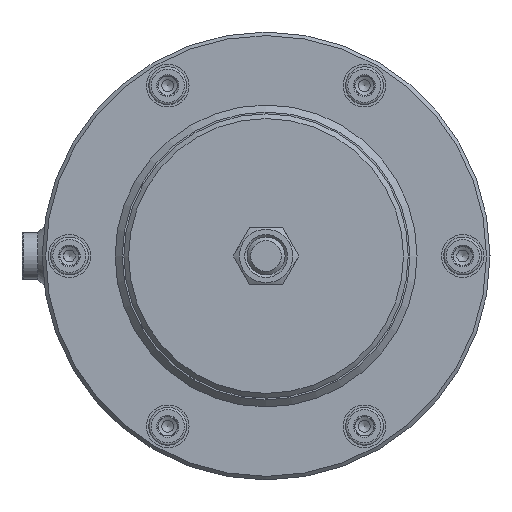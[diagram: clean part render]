
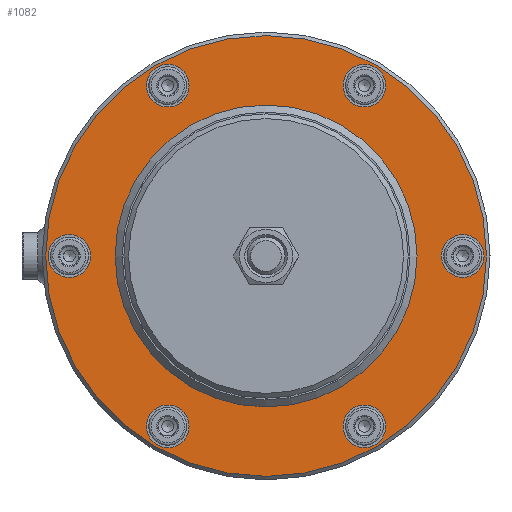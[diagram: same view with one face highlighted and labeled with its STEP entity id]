
A CAD part, left-side view. The second image highlights one B-rep face of the part: STEP entity #1082.
In plain terms, the highlighted planar face has unit normal (-1, 0, 0).
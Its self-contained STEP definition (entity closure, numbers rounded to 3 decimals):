
#1082 = ADVANCED_FACE( '', ( #2614, #2615, #2616, #2617, #2618, #2619, #2620, #2621 ), #2622, .T. );
#2614 = FACE_BOUND( '', #4690, .T. );
#2615 = FACE_OUTER_BOUND( '', #4691, .T. );
#2616 = FACE_BOUND( '', #4692, .T. );
#2617 = FACE_BOUND( '', #4693, .T. );
#2618 = FACE_BOUND( '', #4694, .T. );
#2619 = FACE_BOUND( '', #4695, .T. );
#2620 = FACE_BOUND( '', #4696, .T. );
#2621 = FACE_BOUND( '', #4697, .T. );
#2622 = PLANE( '', #4698 );
#4690 = EDGE_LOOP( '', ( #7369 ) );
#4691 = EDGE_LOOP( '', ( #7370 ) );
#4692 = EDGE_LOOP( '', ( #7371 ) );
#4693 = EDGE_LOOP( '', ( #7372 ) );
#4694 = EDGE_LOOP( '', ( #7373 ) );
#4695 = EDGE_LOOP( '', ( #7374 ) );
#4696 = EDGE_LOOP( '', ( #7375 ) );
#4697 = EDGE_LOOP( '', ( #7376 ) );
#4698 = AXIS2_PLACEMENT_3D( '', #7377, #7378, #7379 );
#7369 = ORIENTED_EDGE( '', *, *, #10396, .F. );
#7370 = ORIENTED_EDGE( '', *, *, #10397, .F. );
#7371 = ORIENTED_EDGE( '', *, *, #10179, .F. );
#7372 = ORIENTED_EDGE( '', *, *, #9947, .F. );
#7373 = ORIENTED_EDGE( '', *, *, #9874, .F. );
#7374 = ORIENTED_EDGE( '', *, *, #10398, .F. );
#7375 = ORIENTED_EDGE( '', *, *, #10399, .F. );
#7376 = ORIENTED_EDGE( '', *, *, #10400, .F. );
#7377 = CARTESIAN_POINT( '', ( -129.75, -55., 0. ) );
#7378 = DIRECTION( '', ( -1., 0., 0. ) );
#7379 = DIRECTION( '', ( 0., 0., 1. ) );
#9874 = EDGE_CURVE( '', #11381, #11381, #11382, .T. );
#9947 = EDGE_CURVE( '', #11503, #11503, #11504, .T. );
#10179 = EDGE_CURVE( '', #11854, #11854, #11855, .T. );
#10396 = EDGE_CURVE( '', #12171, #12171, #12172, .F. );
#10397 = EDGE_CURVE( '', #12173, #12173, #12174, .T. );
#10398 = EDGE_CURVE( '', #12175, #12175, #12176, .T. );
#10399 = EDGE_CURVE( '', #12177, #12177, #12178, .T. );
#10400 = EDGE_CURVE( '', #12179, #12179, #12180, .T. );
#11381 = VERTEX_POINT( '', #13504 );
#11382 = CIRCLE( '', #13505, 9. );
#11503 = VERTEX_POINT( '', #13737 );
#11504 = CIRCLE( '', #13738, 9. );
#11854 = VERTEX_POINT( '', #14354 );
#11855 = CIRCLE( '', #14355, 9. );
#12171 = VERTEX_POINT( '', #15011 );
#12172 = CIRCLE( '', #15012, 63.7 );
#12173 = VERTEX_POINT( '', #15013 );
#12174 = CIRCLE( '', #15014, 93. );
#12175 = VERTEX_POINT( '', #15015 );
#12176 = CIRCLE( '', #15016, 9. );
#12177 = VERTEX_POINT( '', #15017 );
#12178 = CIRCLE( '', #15018, 9. );
#12179 = VERTEX_POINT( '', #15019 );
#12180 = CIRCLE( '', #15020, 9. );
#13504 = CARTESIAN_POINT( '', ( -129.75, -74., 0. ) );
#13505 = AXIS2_PLACEMENT_3D( '', #16585, #16586, #16587 );
#13737 = CARTESIAN_POINT( '', ( -129.75, -37., -64.086 ) );
#13738 = AXIS2_PLACEMENT_3D( '', #16682, #16683, #16684 );
#14354 = CARTESIAN_POINT( '', ( -129.75, 37., -64.086 ) );
#14355 = AXIS2_PLACEMENT_3D( '', #17018, #17019, #17020 );
#15011 = CARTESIAN_POINT( '', ( -129.75, 63.7, 0. ) );
#15012 = AXIS2_PLACEMENT_3D( '', #17310, #17311, #17312 );
#15013 = CARTESIAN_POINT( '', ( -129.75, 93., 0. ) );
#15014 = AXIS2_PLACEMENT_3D( '', #17313, #17314, #17315 );
#15015 = CARTESIAN_POINT( '', ( -129.75, -37., 64.086 ) );
#15016 = AXIS2_PLACEMENT_3D( '', #17316, #17317, #17318 );
#15017 = CARTESIAN_POINT( '', ( -129.75, 37., 64.086 ) );
#15018 = AXIS2_PLACEMENT_3D( '', #17319, #17320, #17321 );
#15019 = CARTESIAN_POINT( '', ( -129.75, 74., 0. ) );
#15020 = AXIS2_PLACEMENT_3D( '', #17322, #17323, #17324 );
#16585 = CARTESIAN_POINT( '', ( -129.75, -83., 0. ) );
#16586 = DIRECTION( '', ( -1., 0., 0. ) );
#16587 = DIRECTION( '', ( 0., 1., 0. ) );
#16682 = CARTESIAN_POINT( '', ( -129.75, -41.5, -71.88 ) );
#16683 = DIRECTION( '', ( -1., 0., 0. ) );
#16684 = DIRECTION( '', ( 0., 0.5, 0.866 ) );
#17018 = CARTESIAN_POINT( '', ( -129.75, 41.5, -71.88 ) );
#17019 = DIRECTION( '', ( -1., 0., 0. ) );
#17020 = DIRECTION( '', ( 0., -0.5, 0.866 ) );
#17310 = CARTESIAN_POINT( '', ( -129.75, 0., 0. ) );
#17311 = DIRECTION( '', ( 1., 0., 0. ) );
#17312 = DIRECTION( '', ( 0., 1., 0. ) );
#17313 = CARTESIAN_POINT( '', ( -129.75, 0., 0. ) );
#17314 = DIRECTION( '', ( 1., 0., 0. ) );
#17315 = DIRECTION( '', ( 0., 1., 0. ) );
#17316 = CARTESIAN_POINT( '', ( -129.75, -41.5, 71.88 ) );
#17317 = DIRECTION( '', ( -1., 0., 0. ) );
#17318 = DIRECTION( '', ( 0., 0.5, -0.866 ) );
#17319 = CARTESIAN_POINT( '', ( -129.75, 41.5, 71.88 ) );
#17320 = DIRECTION( '', ( -1., 0., 0. ) );
#17321 = DIRECTION( '', ( 0., -0.5, -0.866 ) );
#17322 = CARTESIAN_POINT( '', ( -129.75, 83., 0. ) );
#17323 = DIRECTION( '', ( -1., 0., 0. ) );
#17324 = DIRECTION( '', ( 0., -1., 0. ) );
